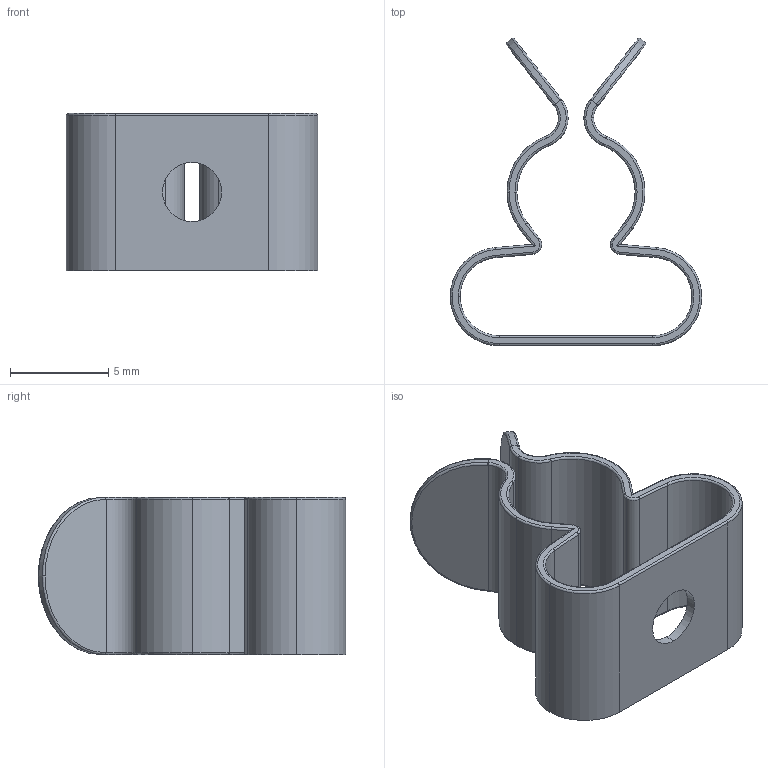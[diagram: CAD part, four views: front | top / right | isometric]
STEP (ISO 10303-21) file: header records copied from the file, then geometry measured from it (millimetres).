
FILE_DESCRIPTION (( 'STEP AP214' ), '1' );
FILE_NAME ('1010-002.STEP', '2023-12-01T08:08:05', ( '' ), ( '' ), 'SwSTEP 2.0', 'SolidWorks 2022', '' );
FILE_SCHEMA (( 'AUTOMOTIVE_DESIGN' ));
Length unit declared in the file: millimetre
Products named in the file (1): 1010-002
Bounding box: 12.8 x 15.66 x 8 mm (x, y, z)
Volume: 195.5 mm3; surface area: 836 mm2
Topology: 1 solids, 1 shells, 112 faces, 263 edges, 153 vertices
Faces by surface type: cylinder 51, torus 45, plane 16
Entity records: 3255 total; most frequent: DIRECTION 651, CARTESIAN_POINT 541, ORIENTED_EDGE 526, AXIS2_PLACEMENT_3D 279, EDGE_CURVE 263, CIRCLE 166, VERTEX_POINT 153, EDGE_LOOP 114
